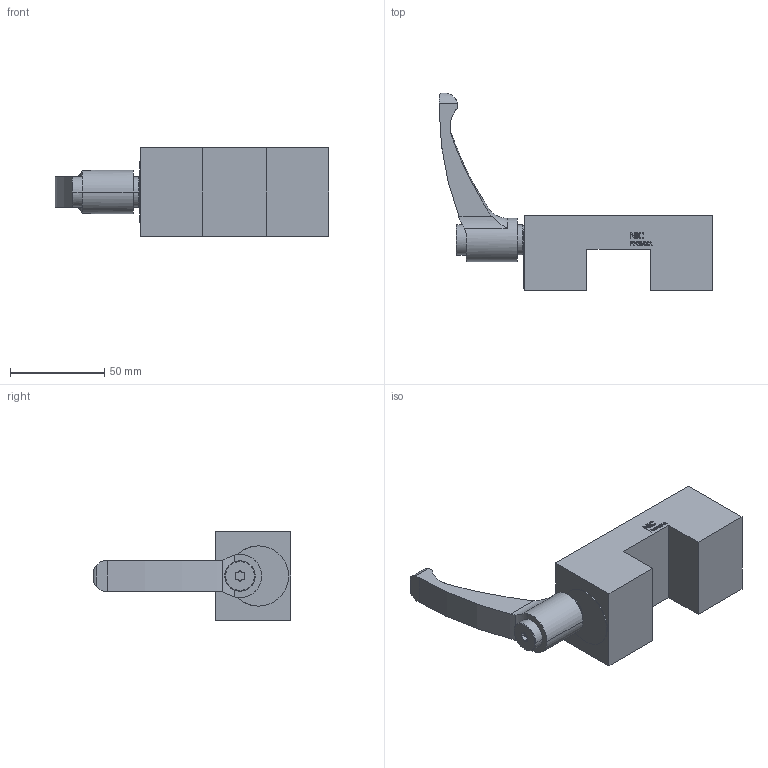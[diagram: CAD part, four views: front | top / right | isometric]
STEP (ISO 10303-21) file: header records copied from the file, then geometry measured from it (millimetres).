
FILE_DESCRIPTION((''),'2;1');
FILE_NAME('FF3501A-NIC','2023-07-12T19:39:12',('lx'),(''),'CREO PARAMETRIC BY PTC INC, 2018100','CREO PARAMETRIC BY PTC INC, 2018100','');
FILE_SCHEMA(('CONFIG_CONTROL_DESIGN'));
Length unit declared in the file: millimetre
Products named in the file (1): FF3501A-NIC
Bounding box: 145.5 x 105 x 47 mm (x, y, z)
Volume: 173618.6 mm3; surface area: 35370 mm2
Topology: 1 solids, 3 shells, 338 faces, 936 edges, 624 vertices
Faces by surface type: plane 277, cylinder 51, cone 4, torus 4, bspline 2
Entity records: 10876 total; most frequent: CARTESIAN_POINT 2125, ORIENTED_EDGE 1870, DIRECTION 1694, EDGE_CURVE 936, VECTOR 796, LINE 796, VERTEX_POINT 624, AXIS2_PLACEMENT_3D 449
